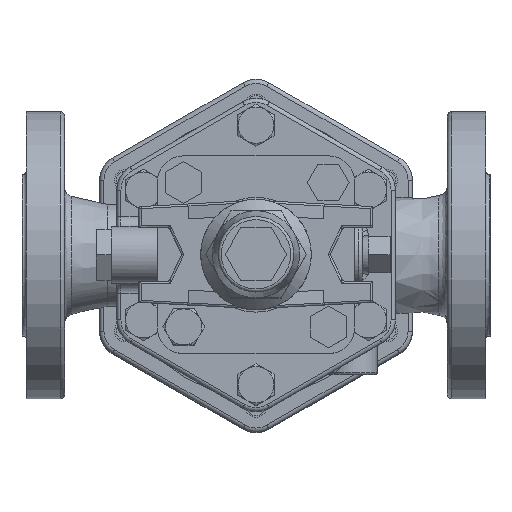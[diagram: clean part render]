
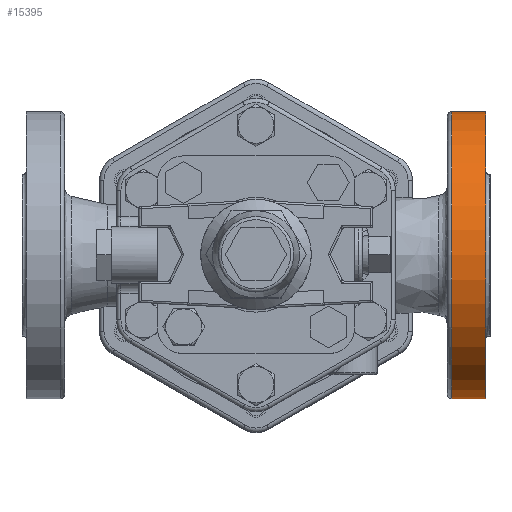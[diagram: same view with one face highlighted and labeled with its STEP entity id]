
A CAD part, top view. The second image highlights one B-rep face of the part: STEP entity #15395.
In plain terms, the highlighted cylindrical face has radius 67.5 mm (diameter 135 mm), a full revolution.
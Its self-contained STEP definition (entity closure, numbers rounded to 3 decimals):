
#474=FACE_BOUND('',#2535,.T.);
#1466=FACE_OUTER_BOUND('',#2534,.T.);
#2534=EDGE_LOOP('',(#10778));
#2535=EDGE_LOOP('',(#10779));
#5464=CIRCLE('',#16459,67.5);
#5470=CIRCLE('',#16467,67.5);
#6768=VERTEX_POINT('',#23994);
#6775=VERTEX_POINT('',#24033);
#8311=EDGE_CURVE('',#6768,#6768,#5464,.T.);
#8318=EDGE_CURVE('',#6775,#6775,#5470,.T.);
#10778=ORIENTED_EDGE('',*,*,#8318,.T.);
#10779=ORIENTED_EDGE('',*,*,#8311,.F.);
#15066=CYLINDRICAL_SURFACE('',#16466,67.5);
#15395=ADVANCED_FACE('',(#1466,#474),#15066,.T.);
#16459=AXIS2_PLACEMENT_3D('',#23995,#18363,#18364);
#16466=AXIS2_PLACEMENT_3D('',#24032,#18377,#18378);
#16467=AXIS2_PLACEMENT_3D('',#24034,#18379,#18380);
#18363=DIRECTION('center_axis',(-1.,0.,0.));
#18364=DIRECTION('ref_axis',(0.,0.,1.));
#18377=DIRECTION('center_axis',(1.,0.,0.));
#18378=DIRECTION('ref_axis',(0.,0.,1.));
#18379=DIRECTION('center_axis',(-1.,0.,0.));
#18380=DIRECTION('ref_axis',(0.,0.,1.));
#23994=CARTESIAN_POINT('',(92.,0.,40.5));
#23995=CARTESIAN_POINT('Origin',(92.,0.,108.));
#24032=CARTESIAN_POINT('Origin',(90.,0.,108.));
#24033=CARTESIAN_POINT('',(108.,0.,40.5));
#24034=CARTESIAN_POINT('Origin',(108.,0.,108.));
